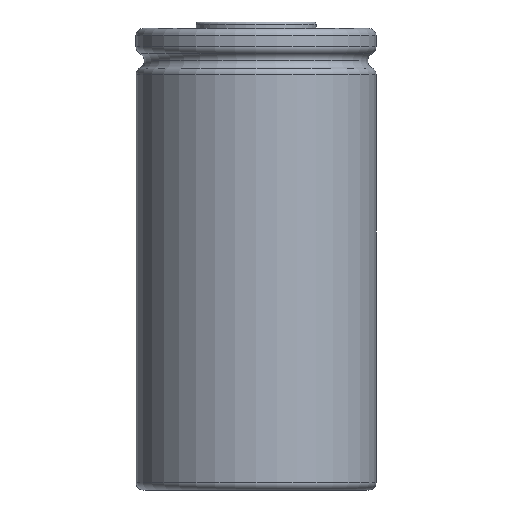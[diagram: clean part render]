
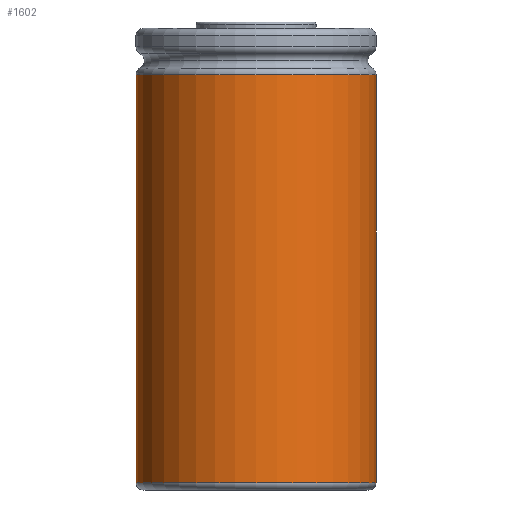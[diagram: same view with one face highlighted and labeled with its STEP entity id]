
A CAD part, front view. The second image highlights one B-rep face of the part: STEP entity #1602.
In plain terms, the highlighted cylindrical face has radius 13 mm (diameter 26 mm), a partial arc.
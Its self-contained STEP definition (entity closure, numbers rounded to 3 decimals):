
#872 = VERTEX_POINT ( 'NONE', #7204 ) ;
#1207 = EDGE_LOOP ( 'NONE', ( #10968, #9825, #5670, #8423 ) ) ;
#1312 = EDGE_CURVE ( 'NONE', #7731, #10190, #10621, .T. ) ;
#1602 = ADVANCED_FACE ( 'NONE', ( #3682 ), #10662, .T. ) ;
#1810 = CARTESIAN_POINT ( 'NONE',  ( 13., 0., 45. ) ) ;
#2266 = VERTEX_POINT ( 'NONE', #1810 ) ;
#2846 = CIRCLE ( 'NONE', #9890, 13. ) ;
#2905 = CARTESIAN_POINT ( 'NONE',  ( -13., 0., 50. ) ) ;
#3014 = CARTESIAN_POINT ( 'NONE',  ( -13., 0., 0.8 ) ) ;
#3682 = FACE_OUTER_BOUND ( 'NONE', #1207, .T. ) ;
#3741 = EDGE_CURVE ( 'NONE', #2266, #10190, #2846, .T. ) ;
#3891 = LINE ( 'NONE', #7399, #7804 ) ;
#4264 = EDGE_CURVE ( 'NONE', #872, #2266, #3891, .T. ) ;
#4656 = AXIS2_PLACEMENT_3D ( 'NONE', #7304, #8976, #10548 ) ;
#5010 = DIRECTION ( 'NONE',  ( 0., 0., -1. ) ) ;
#5670 = ORIENTED_EDGE ( 'NONE', *, *, #4264, .T. ) ;
#5954 = AXIS2_PLACEMENT_3D ( 'NONE', #7952, #7839, #6030 ) ;
#6030 = DIRECTION ( 'NONE',  ( 1., 0., 0. ) ) ;
#6360 = DIRECTION ( 'NONE',  ( 0., 0., 1. ) ) ;
#7173 = VECTOR ( 'NONE', #6360, 1000. ) ;
#7204 = CARTESIAN_POINT ( 'NONE',  ( 13., 0., 0.8 ) ) ;
#7304 = CARTESIAN_POINT ( 'NONE',  ( 0., 0., 50. ) ) ;
#7399 = CARTESIAN_POINT ( 'NONE',  ( 13., 0., 50. ) ) ;
#7508 = CARTESIAN_POINT ( 'NONE',  ( 0., 0., 45. ) ) ;
#7731 = VERTEX_POINT ( 'NONE', #3014 ) ;
#7804 = VECTOR ( 'NONE', #8349, 1000. ) ;
#7839 = DIRECTION ( 'NONE',  ( 0., 0., 1. ) ) ;
#7952 = CARTESIAN_POINT ( 'NONE',  ( 0., 0., 0.8 ) ) ;
#8349 = DIRECTION ( 'NONE',  ( 0., 0., 1. ) ) ;
#8423 = ORIENTED_EDGE ( 'NONE', *, *, #3741, .T. ) ;
#8976 = DIRECTION ( 'NONE',  ( 0., 0., 1. ) ) ;
#9457 = DIRECTION ( 'NONE',  ( -1., 0., 0. ) ) ;
#9825 = ORIENTED_EDGE ( 'NONE', *, *, #10187, .T. ) ;
#9890 = AXIS2_PLACEMENT_3D ( 'NONE', #7508, #5010, #9457 ) ;
#10187 = EDGE_CURVE ( 'NONE', #7731, #872, #10990, .T. ) ;
#10190 = VERTEX_POINT ( 'NONE', #10473 ) ;
#10473 = CARTESIAN_POINT ( 'NONE',  ( -13., 0., 45. ) ) ;
#10548 = DIRECTION ( 'NONE',  ( 1., 0., 0. ) ) ;
#10621 = LINE ( 'NONE', #2905, #7173 ) ;
#10662 = CYLINDRICAL_SURFACE ( 'NONE', #4656, 13. ) ;
#10968 = ORIENTED_EDGE ( 'NONE', *, *, #1312, .F. ) ;
#10990 = CIRCLE ( 'NONE', #5954, 13. ) ;
